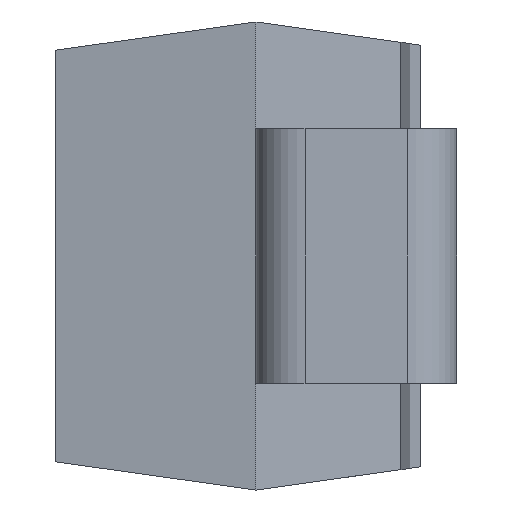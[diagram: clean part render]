
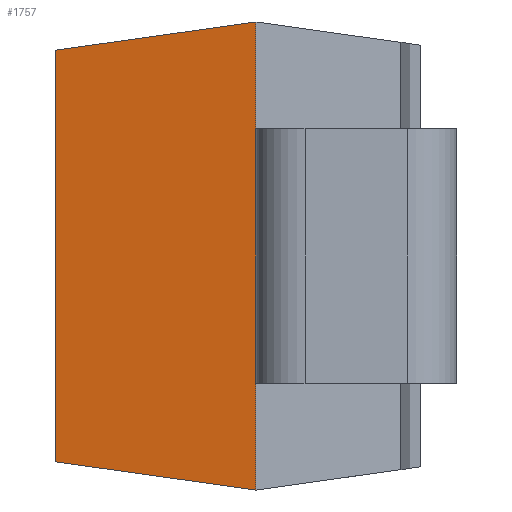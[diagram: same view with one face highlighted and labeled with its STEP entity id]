
A CAD part, left-side view. The second image highlights one B-rep face of the part: STEP entity #1757.
In plain terms, the highlighted planar face has unit normal (-0.99, 0.139, 0).
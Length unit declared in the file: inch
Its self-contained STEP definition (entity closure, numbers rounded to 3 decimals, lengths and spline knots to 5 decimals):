
#134 = CARTESIAN_POINT ( 'NONE',  ( -0.07718, 0.09, 0.04618 ) ) ;
#144 = DIRECTION ( 'NONE',  ( -0.99, 0.139, 0. ) ) ;
#180 = VERTEX_POINT ( 'NONE', #1421 ) ;
#298 = EDGE_CURVE ( 'NONE', #180, #880, #872, .T. ) ;
#457 = CARTESIAN_POINT ( 'NONE',  ( -0.0835, 0.045, 0.0525 ) ) ;
#464 = EDGE_CURVE ( 'NONE', #1384, #180, #1353, .T. ) ;
#527 = DIRECTION ( 'NONE',  ( -0.138, -0.981, 0.138 ) ) ;
#530 = EDGE_CURVE ( 'NONE', #621, #880, #1140, .T. ) ;
#534 = CARTESIAN_POINT ( 'NONE',  ( -0.07718, 0.09, 0.0525 ) ) ;
#535 = AXIS2_PLACEMENT_3D ( 'NONE', #457, #144, #1065 ) ;
#621 = VERTEX_POINT ( 'NONE', #134 ) ;
#671 = PLANE ( 'NONE',  #535 ) ;
#762 = CARTESIAN_POINT ( 'NONE',  ( -0.0835, 0.045, 0.0525 ) ) ;
#781 = VECTOR ( 'NONE', #527, 39.37008 ) ;
#801 = ORIENTED_EDGE ( 'NONE', *, *, #1032, .F. ) ;
#815 = DIRECTION ( 'NONE',  ( 0., 0., 1. ) ) ;
#841 = CARTESIAN_POINT ( 'NONE',  ( -0.0835, 0.045, 0.0525 ) ) ;
#872 = LINE ( 'NONE', #1028, #1707 ) ;
#880 = VERTEX_POINT ( 'NONE', #762 ) ;
#882 = VECTOR ( 'NONE', #1673, 39.37008 ) ;
#894 = EDGE_LOOP ( 'NONE', ( #801, #1365, #943, #1366 ) ) ;
#943 = ORIENTED_EDGE ( 'NONE', *, *, #298, .T. ) ;
#1028 = CARTESIAN_POINT ( 'NONE',  ( -0.0835, 0.045, 0.0525 ) ) ;
#1032 = EDGE_CURVE ( 'NONE', #1384, #621, #1300, .T. ) ;
#1043 = CARTESIAN_POINT ( 'NONE',  ( -0.0815, 0.0592, -0.0505 ) ) ;
#1044 = VECTOR ( 'NONE', #815, 39.37008 ) ;
#1065 = DIRECTION ( 'NONE',  ( 0., 0., 1. ) ) ;
#1140 = LINE ( 'NONE', #841, #781 ) ;
#1188 = CARTESIAN_POINT ( 'NONE',  ( -0.07718, 0.09, -0.04618 ) ) ;
#1300 = LINE ( 'NONE', #534, #1044 ) ;
#1353 = LINE ( 'NONE', #1043, #882 ) ;
#1365 = ORIENTED_EDGE ( 'NONE', *, *, #464, .T. ) ;
#1366 = ORIENTED_EDGE ( 'NONE', *, *, #530, .F. ) ;
#1384 = VERTEX_POINT ( 'NONE', #1188 ) ;
#1421 = CARTESIAN_POINT ( 'NONE',  ( -0.0835, 0.045, -0.0525 ) ) ;
#1437 = FACE_OUTER_BOUND ( 'NONE', #894, .T. ) ;
#1673 = DIRECTION ( 'NONE',  ( -0.138, -0.981, -0.138 ) ) ;
#1707 = VECTOR ( 'NONE', #1933, 39.37008 ) ;
#1757 = ADVANCED_FACE ( 'NONE', ( #1437 ), #671, .T. ) ;
#1933 = DIRECTION ( 'NONE',  ( 0., 0., 1. ) ) ;
